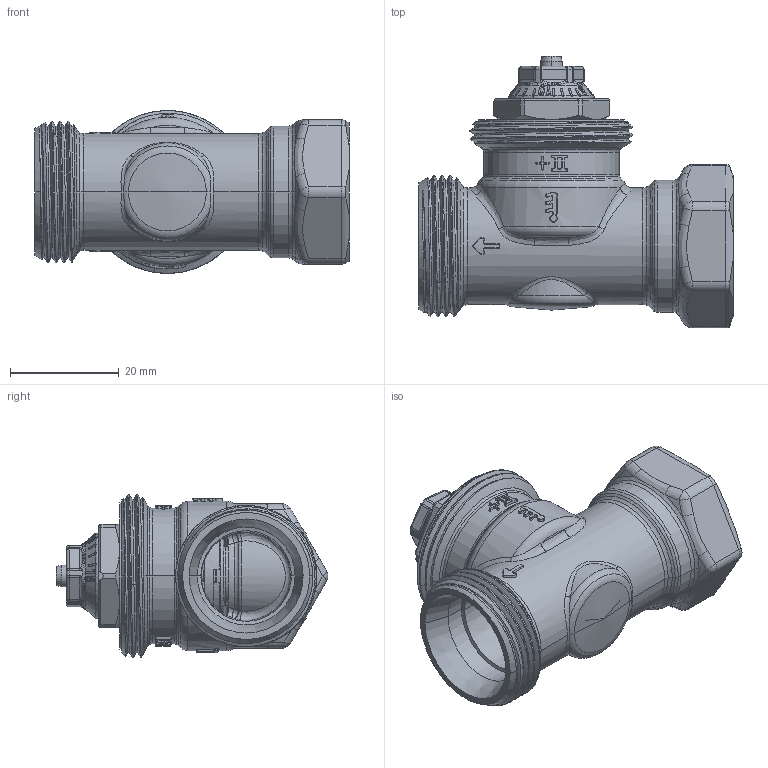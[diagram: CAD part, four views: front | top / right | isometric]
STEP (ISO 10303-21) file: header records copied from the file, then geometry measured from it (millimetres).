
FILE_DESCRIPTION((''),'2;1');
FILE_NAME('3472-12-000-GEWINDE_SW0001','2015-10-19T',('marann'),(''),'PRO/ENGINEER BY PARAMETRIC TECHNOLOGY CORPORATION, 2011490','PRO/ENGINEER BY PARAMETRIC TECHNOLOGY CORPORATION, 2011490','');
FILE_SCHEMA(('CONFIG_CONTROL_DESIGN'));
Products named in the file (1): 3472-12-000-GEWINDE_SW0001
Bounding box: 57.85 x 50.05 x 30 mm (x, y, z)
Volume: 17463.4 mm3; surface area: 16921.6 mm2
Topology: 2 solids, 2 shells, 1167 faces, 3050 edges, 1900 vertices
Faces by surface type: bspline 318, cylinder 298, plane 214, cone 143, torus 130, extrusion 50, sphere 14
Entity records: 65777 total; most frequent: CARTESIAN_POINT 40197, ORIENTED_EDGE 6060, DIRECTION 4210, EDGE_CURVE 3030, VERTEX_POINT 1900, AXIS2_PLACEMENT_3D 1646, B_SPLINE_CURVE_WITH_KNOTS 1365, EDGE_LOOP 1214
